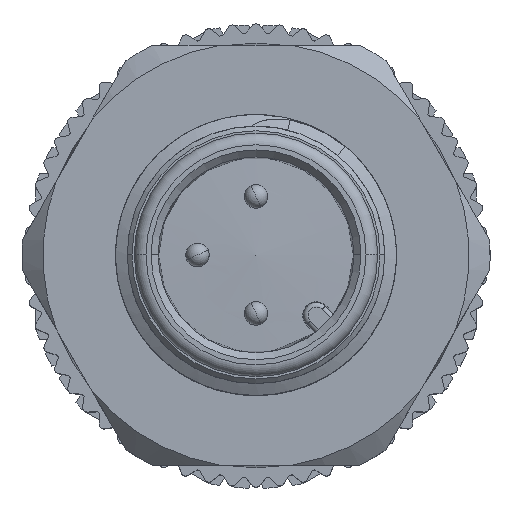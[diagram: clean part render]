
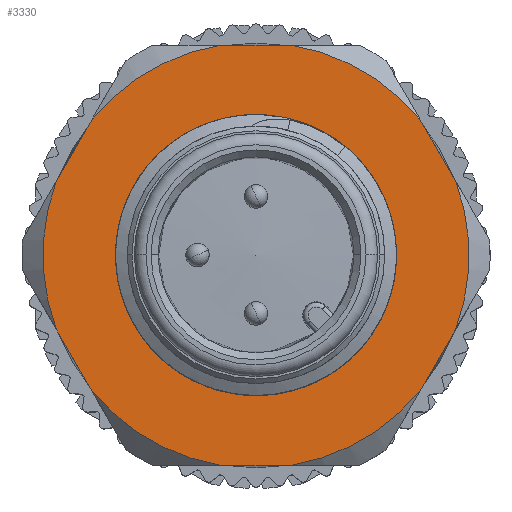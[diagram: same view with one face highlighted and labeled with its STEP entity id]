
A CAD part, top view. The second image highlights one B-rep face of the part: STEP entity #3330.
In plain terms, the highlighted planar face has unit normal (0, 0, 1).
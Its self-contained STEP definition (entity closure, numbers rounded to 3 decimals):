
#746=LINE('',#17753,#1573);
#747=LINE('',#17754,#1574);
#748=LINE('',#17755,#1575);
#749=LINE('',#17756,#1576);
#750=LINE('',#17757,#1577);
#751=LINE('',#17761,#1578);
#1573=VECTOR('',#12850,1.);
#1574=VECTOR('',#12851,1.);
#1575=VECTOR('',#12852,1.);
#1576=VECTOR('',#12853,1.);
#1577=VECTOR('',#12854,1.);
#1578=VECTOR('',#12857,1.);
#2365=PLANE('',#11605);
#3330=ADVANCED_FACE('',(#3961,#3962),#2365,.T.);
#3961=FACE_BOUND('',#4081,.T.);
#3962=FACE_BOUND('',#4082,.T.);
#4081=EDGE_LOOP('',(#4996,#4997));
#4082=EDGE_LOOP('',(#4998,#4999,#5000,#5001,#5002,#5003,#5004,#5005,#5006,
#5007,#5008,#5009));
#4996=ORIENTED_EDGE('',*,*,#9420,.F.);
#4997=ORIENTED_EDGE('',*,*,#9419,.F.);
#4998=ORIENTED_EDGE('',*,*,#9453,.T.);
#4999=ORIENTED_EDGE('',*,*,#9426,.T.);
#5000=ORIENTED_EDGE('',*,*,#9454,.T.);
#5001=ORIENTED_EDGE('',*,*,#9433,.T.);
#5002=ORIENTED_EDGE('',*,*,#9455,.T.);
#5003=ORIENTED_EDGE('',*,*,#9435,.T.);
#5004=ORIENTED_EDGE('',*,*,#9456,.T.);
#5005=ORIENTED_EDGE('',*,*,#9450,.T.);
#5006=ORIENTED_EDGE('',*,*,#9457,.T.);
#5007=ORIENTED_EDGE('',*,*,#9458,.T.);
#5008=ORIENTED_EDGE('',*,*,#9459,.T.);
#5009=ORIENTED_EDGE('',*,*,#9440,.T.);
#8214=VERTEX_POINT('',#17647);
#8215=VERTEX_POINT('',#17649);
#8220=VERTEX_POINT('',#17667);
#8221=VERTEX_POINT('',#17669);
#8226=VERTEX_POINT('',#17688);
#8227=VERTEX_POINT('',#17690);
#8228=VERTEX_POINT('',#17697);
#8229=VERTEX_POINT('',#17698);
#8232=VERTEX_POINT('',#17715);
#8234=VERTEX_POINT('',#17718);
#8242=VERTEX_POINT('',#17742);
#8243=VERTEX_POINT('',#17743);
#8244=VERTEX_POINT('',#17758);
#8245=VERTEX_POINT('',#17760);
#9419=EDGE_CURVE('',#8215,#8214,#11032,.T.);
#9420=EDGE_CURVE('',#8214,#8215,#11033,.T.);
#9426=EDGE_CURVE('',#8221,#8220,#11036,.T.);
#9433=EDGE_CURVE('',#8227,#8226,#11039,.T.);
#9435=EDGE_CURVE('',#8228,#8229,#11040,.T.);
#9440=EDGE_CURVE('',#8234,#8232,#11042,.T.);
#9450=EDGE_CURVE('',#8242,#8243,#11047,.T.);
#9453=EDGE_CURVE('',#8232,#8221,#746,.T.);
#9454=EDGE_CURVE('',#8220,#8227,#747,.T.);
#9455=EDGE_CURVE('',#8226,#8228,#748,.T.);
#9456=EDGE_CURVE('',#8229,#8242,#749,.T.);
#9457=EDGE_CURVE('',#8243,#8244,#750,.T.);
#9458=EDGE_CURVE('',#8244,#8245,#11048,.T.);
#9459=EDGE_CURVE('',#8245,#8234,#751,.T.);
#11032=CIRCLE('',#11577,6.);
#11033=CIRCLE('',#11579,6.);
#11036=CIRCLE('',#11584,9.101);
#11039=CIRCLE('',#11589,9.101);
#11040=CIRCLE('',#11591,9.101);
#11042=CIRCLE('',#11594,9.101);
#11047=CIRCLE('',#11602,9.101);
#11048=CIRCLE('',#11604,9.101);
#11577=AXIS2_PLACEMENT_3D('',#17650,#12788,#12789);
#11579=AXIS2_PLACEMENT_3D('',#17652,#12792,#12793);
#11584=AXIS2_PLACEMENT_3D('',#17668,#12804,#12805);
#11589=AXIS2_PLACEMENT_3D('',#17689,#12816,#12817);
#11591=AXIS2_PLACEMENT_3D('',#17696,#12820,#12821);
#11594=AXIS2_PLACEMENT_3D('',#17717,#12826,#12827);
#11602=AXIS2_PLACEMENT_3D('',#17741,#12846,#12847);
#11604=AXIS2_PLACEMENT_3D('',#17759,#12855,#12856);
#11605=AXIS2_PLACEMENT_3D('',#17762,#12858,#12859);
#12788=DIRECTION('',(0.,0.,1.));
#12789=DIRECTION('',(-1.,0.,0.));
#12792=DIRECTION('',(0.,0.,1.));
#12793=DIRECTION('',(1.,0.,0.));
#12804=DIRECTION('',(0.,0.,1.));
#12805=DIRECTION('',(0.769,0.639,0.));
#12816=DIRECTION('',(0.,0.,1.));
#12817=DIRECTION('',(-0.169,0.986,0.));
#12820=DIRECTION('',(0.,0.,1.));
#12821=DIRECTION('',(-0.938,0.346,0.));
#12826=DIRECTION('',(0.,0.,1.));
#12827=DIRECTION('',(0.938,-0.346,0.));
#12846=DIRECTION('',(0.,0.,1.));
#12847=DIRECTION('',(-0.769,-0.639,0.));
#12850=DIRECTION('',(-0.5,0.866,0.));
#12851=DIRECTION('',(-1.,0.,0.));
#12852=DIRECTION('',(-0.5,-0.866,0.));
#12853=DIRECTION('',(0.5,-0.866,0.));
#12854=DIRECTION('',(1.,0.,0.));
#12855=DIRECTION('',(0.,0.,1.));
#12856=DIRECTION('',(0.169,-0.986,0.));
#12857=DIRECTION('',(0.5,0.866,0.));
#12858=DIRECTION('',(0.,0.,1.));
#12859=DIRECTION('',(-1.,0.,0.));
#17647=CARTESIAN_POINT('',(6.,0.,-9.1));
#17649=CARTESIAN_POINT('',(-6.,0.,-9.1));
#17650=CARTESIAN_POINT('',(0.,0.,-9.1));
#17652=CARTESIAN_POINT('',(0.,0.,-9.1));
#17667=CARTESIAN_POINT('',(1.541,8.97,-9.1));
#17668=CARTESIAN_POINT('',(0.,0.,-9.1));
#17669=CARTESIAN_POINT('',(6.998,5.819,-9.1));
#17688=CARTESIAN_POINT('',(-6.998,5.819,-9.1));
#17689=CARTESIAN_POINT('',(0.,0.,-9.1));
#17690=CARTESIAN_POINT('',(-1.541,8.97,-9.1));
#17696=CARTESIAN_POINT('',(0.,0.,-9.1));
#17697=CARTESIAN_POINT('',(-8.539,3.151,-9.1));
#17698=CARTESIAN_POINT('',(-8.539,-3.151,-9.1));
#17715=CARTESIAN_POINT('',(8.539,3.151,-9.1));
#17717=CARTESIAN_POINT('',(0.,0.,-9.1));
#17718=CARTESIAN_POINT('',(8.539,-3.151,-9.1));
#17741=CARTESIAN_POINT('',(0.,0.,-9.1));
#17742=CARTESIAN_POINT('',(-6.998,-5.819,-9.1));
#17743=CARTESIAN_POINT('',(-1.541,-8.97,-9.1));
#17753=CARTESIAN_POINT('',(8.539,3.151,-9.1));
#17754=CARTESIAN_POINT('',(1.541,8.97,-9.1));
#17755=CARTESIAN_POINT('',(-6.998,5.819,-9.1));
#17756=CARTESIAN_POINT('',(-8.539,-3.151,-9.1));
#17757=CARTESIAN_POINT('',(-1.541,-8.97,-9.1));
#17758=CARTESIAN_POINT('',(1.541,-8.97,-9.1));
#17759=CARTESIAN_POINT('',(0.,0.,-9.1));
#17760=CARTESIAN_POINT('',(6.998,-5.819,-9.1));
#17761=CARTESIAN_POINT('',(6.998,-5.819,-9.1));
#17762=CARTESIAN_POINT('',(0.,0.,-9.1));
